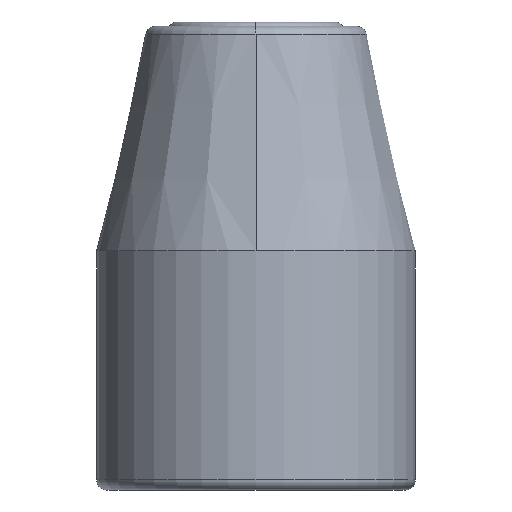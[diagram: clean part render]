
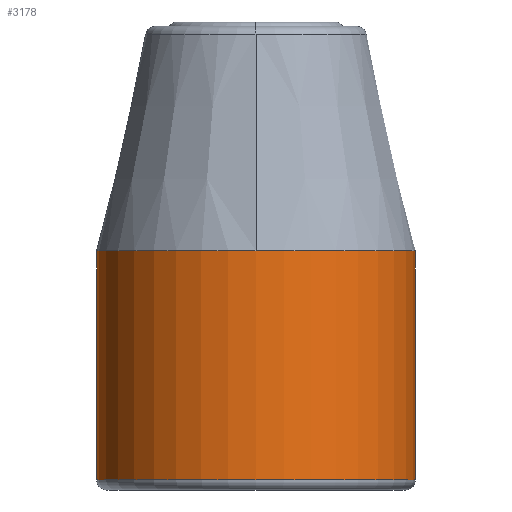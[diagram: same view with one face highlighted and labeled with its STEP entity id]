
A CAD part, front view. The second image highlights one B-rep face of the part: STEP entity #3178.
In plain terms, the highlighted cylindrical face has radius 11 mm (diameter 22 mm), a partial arc.
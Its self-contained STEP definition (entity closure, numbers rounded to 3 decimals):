
#2779=DIRECTION('',(0.,0.,1.));
#2780=VECTOR('',#2779,15.8);
#2781=CARTESIAN_POINT('',(-11.,0.,0.4));
#2782=LINE('',#2781,#2780);
#2802=CARTESIAN_POINT('',(0.,0.,16.2));
#2803=DIRECTION('',(0.,0.,1.));
#2804=DIRECTION('',(1.,0.,0.));
#2805=AXIS2_PLACEMENT_3D('',#2802,#2803,#2804);
#2810=CARTESIAN_POINT('',(0.,0.,16.2));
#2811=DIRECTION('',(0.,0.,1.));
#2812=DIRECTION('',(0.,1.,0.));
#2813=AXIS2_PLACEMENT_3D('',#2810,#2811,#2812);
#2818=CARTESIAN_POINT('',(0.,0.,0.4));
#2819=DIRECTION('',(0.,0.,-1.));
#2820=DIRECTION('',(-1.,0.,0.));
#2821=AXIS2_PLACEMENT_3D('',#2818,#2819,#2820);
#2826=DIRECTION('',(0.,0.,1.));
#2827=VECTOR('',#2826,15.8);
#2828=CARTESIAN_POINT('',(11.,0.,0.4));
#2829=LINE('',#2828,#2827);
#2967=CARTESIAN_POINT('',(-11.,0.,0.4));
#2968=CARTESIAN_POINT('',(11.,0.,0.4));
#2969=VERTEX_POINT('',#2967);
#2970=VERTEX_POINT('',#2968);
#2975=CARTESIAN_POINT('',(11.,0.,16.2));
#2976=CARTESIAN_POINT('',(0.,11.,16.2));
#2977=VERTEX_POINT('',#2975);
#2978=VERTEX_POINT('',#2976);
#2979=CARTESIAN_POINT('',(-11.,0.,16.2));
#2980=VERTEX_POINT('',#2979);
#3163=CARTESIAN_POINT('',(0.,0.,-0.3));
#3164=DIRECTION('',(0.,0.,1.));
#3165=DIRECTION('',(1.,0.,0.));
#3166=AXIS2_PLACEMENT_3D('',#3163,#3164,#3165);
#3167=CYLINDRICAL_SURFACE('',#3166,11.);
#3169=ORIENTED_EDGE('',*,*,#3168,.T.);
#3171=ORIENTED_EDGE('',*,*,#3170,.T.);
#3172=ORIENTED_EDGE('',*,*,#3150,.F.);
#3174=ORIENTED_EDGE('',*,*,#3173,.T.);
#3175=ORIENTED_EDGE('',*,*,#3146,.T.);
#3176=EDGE_LOOP('',(#3169,#3171,#3172,#3174,#3175));
#3177=FACE_OUTER_BOUND('',#3176,.F.);
#3178=ADVANCED_FACE('',(#3177),#3167,.T.);
#2806=CIRCLE('',#2805,11.);
#2814=CIRCLE('',#2813,11.);
#2822=CIRCLE('',#2821,11.);
#3146=EDGE_CURVE('',#2970,#2977,#2829,.T.);
#3150=EDGE_CURVE('',#2969,#2980,#2782,.T.);
#3168=EDGE_CURVE('',#2977,#2978,#2806,.T.);
#3170=EDGE_CURVE('',#2978,#2980,#2814,.T.);
#3173=EDGE_CURVE('',#2969,#2970,#2822,.T.);
